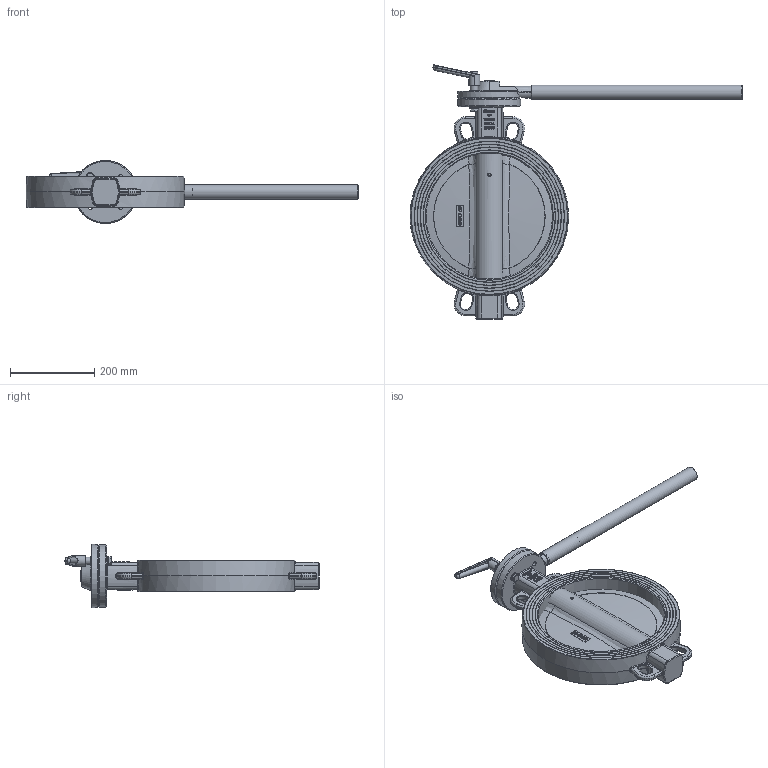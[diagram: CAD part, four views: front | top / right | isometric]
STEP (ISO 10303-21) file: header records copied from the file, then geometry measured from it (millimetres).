
FILE_DESCRIPTION(/* description */ ('1111300'),/* implementation_level */ '2;1');
FILE_NAME(/* name */ '1111300.stp',/* time_stamp */ '2019-05-03T11:35:26+02:00',/* author */ ('jmorand'),/* organization */ ('Sferaco'),/* preprocessor_version */ 'ST-DEVELOPER v17.2',/* originating_system */ 'Autodesk Inventor 2019',/* authorisation */ '');
FILE_SCHEMA (('AUTOMOTIVE_DESIGN { 1 0 10303 214 3 1 1 }'));
Length unit declared in the file: millimetre
Products named in the file (1): WM300MR_Shrinkwrap_1
Bounding box: 788.44 x 603.3 x 149.87 mm (x, y, z)
Volume: 6177777.2 mm3; surface area: 778854 mm2
Topology: 11 solids, 11 shells, 1775 faces, 4630 edges, 2931 vertices
Faces by surface type: plane 774, cylinder 476, bspline 292, torus 168, cone 53, sphere 12
Full cylindrical faces by diameter (mm): 6 x1, 8 x4, 8.5 x41, 9 x1, 10 x43, 11 x4, 16.5 x1, 17 x1, 18 x1, 20.5 x2, 25 x1, 25.5 x1, 28.5 x1, 28.6 x1, 28.7 x1, 29.3 x1, 30 x3, 30.5 x1, 31 x4, 31.2 x1, 33 x1, 33.7 x1, 37.5 x1, 47 x1, 71 x2, 149 x1, 300.3 x1
Entity records: 84687 total; most frequent: CARTESIAN_POINT 40967, ORIENTED_EDGE 9208, DIRECTION 8157, EDGE_CURVE 4604, VERTEX_POINT 2931, AXIS2_PLACEMENT_3D 2907, LINE 2343, VECTOR 2343
